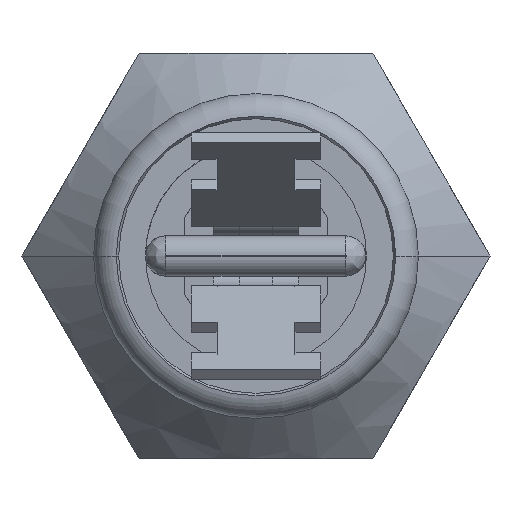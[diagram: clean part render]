
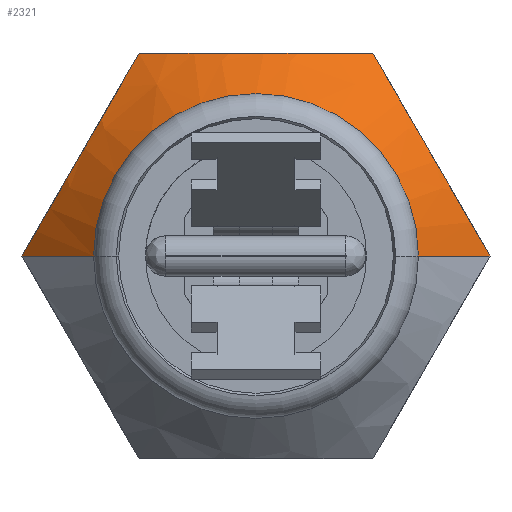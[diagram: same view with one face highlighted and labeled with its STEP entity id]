
A CAD part, front view. The second image highlights one B-rep face of the part: STEP entity #2321.
In plain terms, the highlighted conical face has half-angle 45 degrees and reference radius 3.875 mm.
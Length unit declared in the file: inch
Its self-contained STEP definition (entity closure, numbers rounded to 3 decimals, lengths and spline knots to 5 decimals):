
#917=CARTESIAN_POINT('',(0.18013,0.14913,0.));
#918=CARTESIAN_POINT('',(0.17674,0.14574,
0.00588));
#919=CARTESIAN_POINT('',(0.17014,0.13973,
0.01731));
#920=CARTESIAN_POINT('',(0.161,0.13308,
0.03314));
#921=CARTESIAN_POINT('',(0.1522,0.12841,
0.04838));
#922=CARTESIAN_POINT('',(0.14361,0.12562,
0.06326));
#923=CARTESIAN_POINT('',(0.13509,0.12469,
0.07801));
#924=CARTESIAN_POINT('',(0.12658,0.12562,
0.09276));
#925=CARTESIAN_POINT('',(0.11799,0.12841,
0.10764));
#926=CARTESIAN_POINT('',(0.10919,0.13309,
0.12287));
#927=CARTESIAN_POINT('',(0.10006,0.13973,
0.13869));
#928=CARTESIAN_POINT('',(0.09346,0.14574,
0.15012));
#929=CARTESIAN_POINT('',(0.09007,0.14913,0.156));
#944=CARTESIAN_POINT('',(0.,0.094,0.));
#945=DIRECTION('',(0.,1.,0.));
#946=DIRECTION('',(-1.,0.,0.));
#947=AXIS2_PLACEMENT_3D('',#944,#945,#946);
#983=DIRECTION('',(-0.707,-0.707,0.));
#984=VECTOR('',#983,0.07797);
#985=CARTESIAN_POINT('',(0.18013,0.14913,0.));
#986=LINE('',#985,#984);
#987=DIRECTION('',(0.707,-0.707,0.));
#988=VECTOR('',#987,0.07797);
#989=CARTESIAN_POINT('',(-0.18013,0.14913,0.));
#990=LINE('',#989,#988);
#1027=CARTESIAN_POINT('',(-0.18013,0.14913,0.));
#1045=CARTESIAN_POINT('',(-0.09007,0.14913,0.156));
#1046=CARTESIAN_POINT('',(-0.09346,0.14574,
0.15012));
#1047=CARTESIAN_POINT('',(-0.10006,0.13973,
0.13869));
#1048=CARTESIAN_POINT('',(-0.1092,0.13308,
0.12286));
#1049=CARTESIAN_POINT('',(-0.118,0.12841,
0.10762));
#1050=CARTESIAN_POINT('',(-0.12659,0.12562,
0.09274));
#1051=CARTESIAN_POINT('',(-0.13511,0.12469,
0.07799));
#1052=CARTESIAN_POINT('',(-0.14362,0.12562,
0.06324));
#1053=CARTESIAN_POINT('',(-0.15221,0.12841,
0.04836));
#1054=CARTESIAN_POINT('',(-0.16101,0.13309,
0.03313));
#1055=CARTESIAN_POINT('',(-0.17014,0.13973,
0.01731));
#1056=CARTESIAN_POINT('',(-0.17674,0.14574,
0.00588));
#1057=CARTESIAN_POINT('',(-0.18013,0.14913,0.));
#1063=CARTESIAN_POINT('',(0.09007,0.14913,0.156));
#1064=CARTESIAN_POINT('',(0.08327,0.14574,0.156));
#1065=CARTESIAN_POINT('',(0.07008,0.13973,0.156));
#1066=CARTESIAN_POINT('',(0.0518,0.13308,0.156));
#1067=CARTESIAN_POINT('',(0.03421,0.12841,0.156));
#1068=CARTESIAN_POINT('',(0.01702,0.12562,0.156));
#1069=CARTESIAN_POINT('',(-0.00001,0.12469,0.156));
#1070=CARTESIAN_POINT('',(-0.01704,0.12562,0.156));
#1071=CARTESIAN_POINT('',(-0.03422,0.12841,0.156));
#1072=CARTESIAN_POINT('',(-0.05181,0.13309,0.156));
#1073=CARTESIAN_POINT('',(-0.07008,0.13973,0.156));
#1074=CARTESIAN_POINT('',(-0.08327,0.14574,0.156));
#1075=CARTESIAN_POINT('',(-0.09007,0.14913,0.156));
#1190=CARTESIAN_POINT('',(0.125,0.094,0.));
#1191=CARTESIAN_POINT('',(-0.125,0.094,0.));
#1192=VERTEX_POINT('',#1190);
#1193=VERTEX_POINT('',#1191);
#1194=VERTEX_POINT('',#1027);
#1196=VERTEX_POINT('',#1045);
#1197=VERTEX_POINT('',#1063);
#1198=VERTEX_POINT('',#917);
#2303=CARTESIAN_POINT('',(0.,0.12157,0.));
#2304=DIRECTION('',(0.,1.,0.));
#2305=DIRECTION('',(1.,0.,0.));
#2306=AXIS2_PLACEMENT_3D('',#2303,#2304,#2305);
#2307=CONICAL_SURFACE('',#2306,0.15257,45.);
#2309=ORIENTED_EDGE('',*,*,#2308,.F.);
#2311=ORIENTED_EDGE('',*,*,#2310,.F.);
#2313=ORIENTED_EDGE('',*,*,#2312,.F.);
#2315=ORIENTED_EDGE('',*,*,#2314,.F.);
#2316=ORIENTED_EDGE('',*,*,#2293,.F.);
#2318=ORIENTED_EDGE('',*,*,#2317,.T.);
#2319=EDGE_LOOP('',(#2309,#2311,#2313,#2315,#2316,#2318));
#2320=FACE_OUTER_BOUND('',#2319,.F.);
#2321=ADVANCED_FACE('',(#2320),#2307,.T.);
#930=B_SPLINE_CURVE_WITH_KNOTS('',3,(#917,#918,#919,#920,#921,#922,#923,#924,
#925,#926,#927,#928,#929),.UNSPECIFIED.,.F.,.F.,(4,1,1,1,1,1,1,1,1,1,4),(0.,
0.1,0.2,0.3,0.4,0.5,0.6,0.7,0.8,0.9,1.),.UNSPECIFIED.);
#948=CIRCLE('',#947,0.125);
#1058=B_SPLINE_CURVE_WITH_KNOTS('',3,(#1045,#1046,#1047,#1048,#1049,#1050,#1051,
#1052,#1053,#1054,#1055,#1056,#1057),.UNSPECIFIED.,.F.,.F.,(4,1,1,1,1,1,1,1,1,1,
4),(0.,0.1,0.2,0.3,0.4,0.5,0.6,0.7,0.8,0.9,1.),
.UNSPECIFIED.);
#1076=B_SPLINE_CURVE_WITH_KNOTS('',3,(#1063,#1064,#1065,#1066,#1067,#1068,#1069,
#1070,#1071,#1072,#1073,#1074,#1075),.UNSPECIFIED.,.F.,.F.,(4,1,1,1,1,1,1,1,1,1,
4),(0.,0.1,0.2,0.3,0.4,0.5,0.6,0.7,0.8,0.9,1.),
.UNSPECIFIED.);
#2293=EDGE_CURVE('',#1198,#1197,#930,.T.);
#2308=EDGE_CURVE('',#1193,#1192,#948,.T.);
#2310=EDGE_CURVE('',#1194,#1193,#990,.T.);
#2312=EDGE_CURVE('',#1196,#1194,#1058,.T.);
#2314=EDGE_CURVE('',#1197,#1196,#1076,.T.);
#2317=EDGE_CURVE('',#1198,#1192,#986,.T.);
